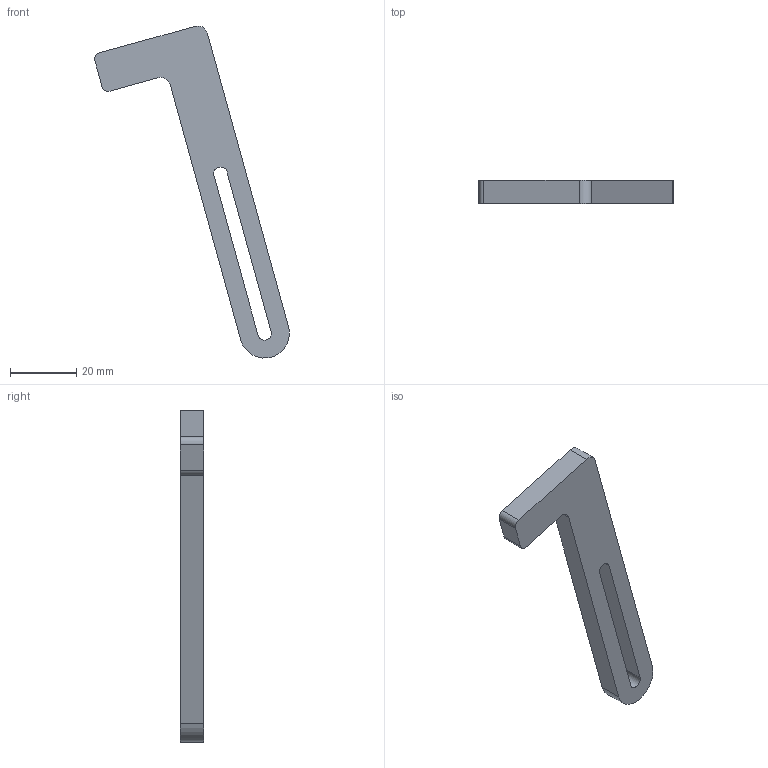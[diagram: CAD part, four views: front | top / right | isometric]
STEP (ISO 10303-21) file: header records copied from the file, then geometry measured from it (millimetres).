
FILE_DESCRIPTION(/* description */ (''),/* implementation_level */ '2;1');
FILE_NAME(/* name */ 'Basis Niederhalter.step',/* time_stamp */ '2024-08-11T17:31:21+02:00',/* author */ (''),/* organization */ (''),/* preprocessor_version */ 'ST-DEVELOPER v20',/* originating_system */ 'Autodesk Translation Framework v13.14.0.145',/* authorisation */ '');
FILE_SCHEMA (('AUTOMOTIVE_DESIGN { 1 0 10303 214 3 1 1 }'));
Length unit declared in the file: millimetre
Products named in the file (2): Stringer Basis MB; Basis Niederhalter
Assembly tree (1 placements, depth 2):
  Stringer Basis MB
    Basis Niederhalter
Bounding box: 58.8 x 7 x 100.35 mm (x, y, z)
Volume: 10734.1 mm3; surface area: 5706.9 mm2
Topology: 1 solids, 1 shells, 16 faces, 42 edges, 28 vertices
Faces by surface type: plane 9, cylinder 7
Entity records: 599 total; most frequent: DIRECTION 94, CARTESIAN_POINT 89, ORIENTED_EDGE 84, EDGE_CURVE 42, AXIS2_PLACEMENT_3D 33, LINE 28, VECTOR 28, VERTEX_POINT 28
